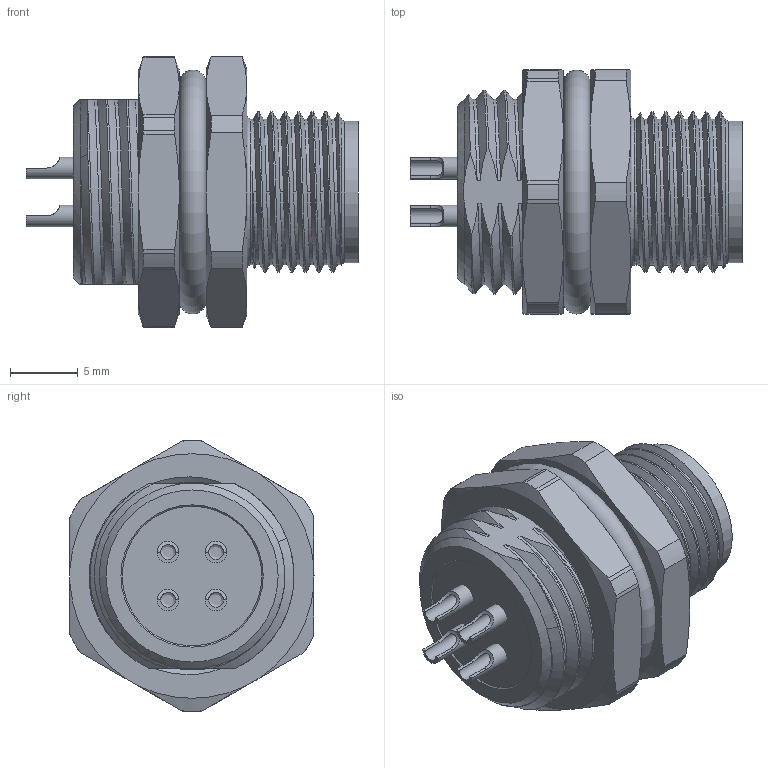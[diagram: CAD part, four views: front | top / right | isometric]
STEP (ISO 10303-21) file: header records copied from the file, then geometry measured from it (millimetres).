
FILE_DESCRIPTION(/* description */ ('Unknown'),/* implementation_level */ '2;1');
FILE_NAME(/* name */ '643050100604',/* time_stamp */ '2021-04-02T14:21:22+02:00',/* author */ ('Unknown'),/* organization */ ('Unknown'),/* preprocessor_version */ 'ST-DEVELOPER v16.7',/* originating_system */ 'Solid Edge',/* authorisation */ 'Unknown');
FILE_SCHEMA (('AUTOMOTIVE_DESIGN {1 0 10303 214 3 1 1}'));
Length unit declared in the file: millimetre
Products named in the file (7): 6430501006xx; 643050100604; 6430501006xx_Housing; 6430501006xx_Pin; 6430501006xx_Resin; 643xx01004xx_Seal_outer; 643xx01006xx_Nut
Assembly tree (9 placements, depth 2):
  6430501006xx
    643050100604
    6430501006xx_Housing
    6430501006xx_Pin  x4
    6430501006xx_Resin
    643xx01004xx_Seal_outer
    643xx01006xx_Nut
Bounding box: 24.5 x 18.01 x 20 mm (x, y, z)
Volume: 3232.3 mm3; surface area: 5180.5 mm2
Topology: 9 solids, 9 shells, 460 faces, 1082 edges, 685 vertices
Faces by surface type: cylinder 160, plane 152, cone 93, torus 29, bspline 26
Full cylindrical faces by diameter (mm): 1 x8, 1.1 x4, 1.26 x8, 1.3 x8, 1.4 x16, 1.5 x12, 1.56 x8, 1.6 x4, 1.7 x8, 8.3 x1, 9.16 x1, 9.2 x1, 9.44 x1, 9.5 x16, 10.45 x1, 10.76 x7
Entity records: 21707 total; most frequent: CARTESIAN_POINT 14165, DIRECTION 1471, ORIENTED_EDGE 1424, EDGE_CURVE 712, AXIS2_PLACEMENT_3D 613, VERTEX_POINT 521, FACE_BOUND 511, EDGE_LOOP 509
